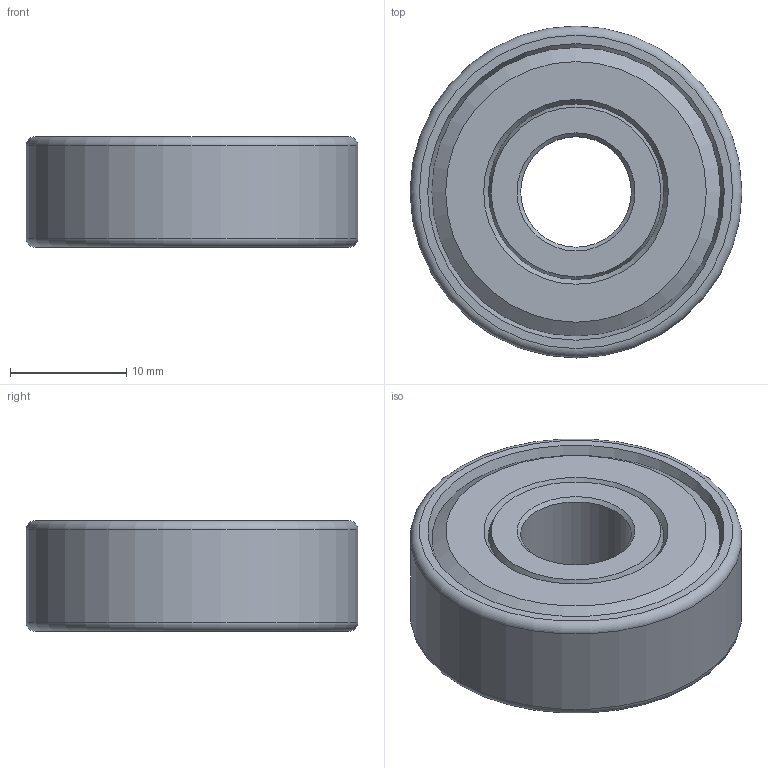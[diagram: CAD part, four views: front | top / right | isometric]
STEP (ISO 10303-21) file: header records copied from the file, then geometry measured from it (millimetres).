
FILE_DESCRIPTION(/* description */ (''),/* implementation_level */ '2;1');
FILE_NAME(/* name */ '1614Z Bearing.ipt.stp',/* time_stamp */ '2016-01-07T16:38:06-08:00',/* author */ ('PhillipD'),/* organization */ (''),/* preprocessor_version */ 'ST-DEVELOPER v16.1',/* originating_system */ 'Autodesk Inventor 2016',/* authorisation */ '');
FILE_SCHEMA (('AUTOMOTIVE_DESIGN { 1 0 10303 214 3 1 1 }'));
Length unit declared in the file: inch
Products named in the file (1): 1614Z Bearing
Bounding box: 28.57 x 28.57 x 9.53 mm (x, y, z)
Volume: 5286.2 mm3; surface area: 2400.5 mm2
Topology: 1 solids, 1 shells, 20 faces, 37 edges, 23 vertices
Faces by surface type: cone 10, plane 6, torus 2, cylinder 2
Full cylindrical faces by diameter (mm): 9.525 x1, 28.575 x1
Entity records: 441 total; most frequent: DIRECTION 82, CARTESIAN_POINT 61, AXIS2_PLACEMENT_3D 41, EDGE_LOOP 40, ORIENTED_EDGE 40, FACE_BOUND 20, FACE_OUTER_BOUND 20, CIRCLE 20
